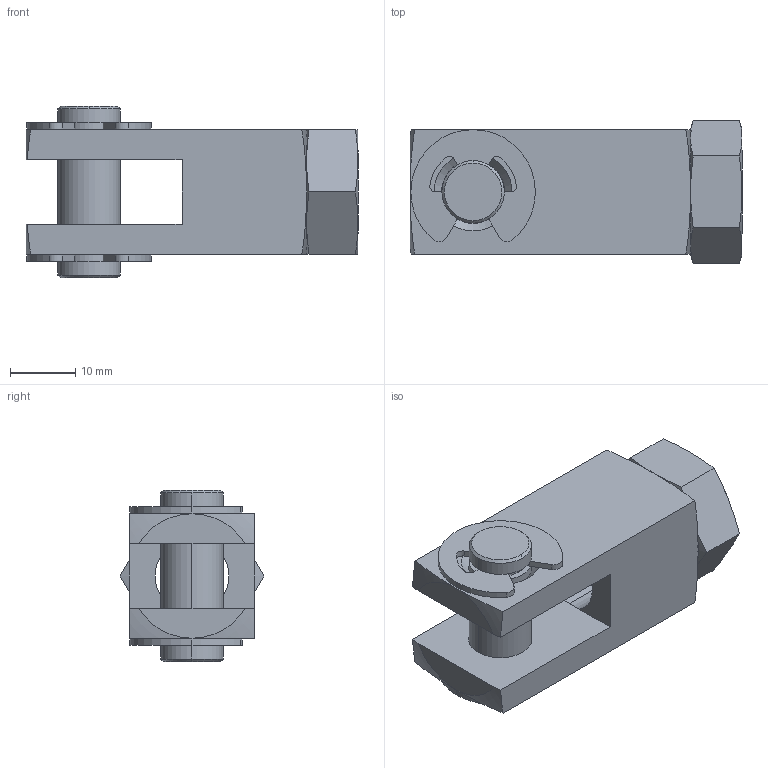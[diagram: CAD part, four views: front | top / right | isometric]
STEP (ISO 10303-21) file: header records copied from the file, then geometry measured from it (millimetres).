
FILE_DESCRIPTION (( 'STEP AP214' ), '1' );
FILE_NAME ('ARC-12-20.step', '2017-08-21T12:55:57', ( '' ), ( '' ), 'SwSTEP 2.0', 'SolidWorks 2017', '' );
FILE_SCHEMA (( 'AUTOMOTIVE_DESIGN' ));
Length unit declared in the file: inch
Products named in the file (1): ARC-12-20
Bounding box: 50.8 x 22 x 26.19 mm (x, y, z)
Volume: 12204.6 mm3; surface area: 7850.8 mm2
Topology: 5 solids, 5 shells, 139 faces, 344 edges, 218 vertices
Faces by surface type: cylinder 62, plane 43, cone 26, torus 8
Entity records: 6173 total; most frequent: CARTESIAN_POINT 906, DIRECTION 744, ORIENTED_EDGE 688, EDGE_CURVE 344, AXIS2_PLACEMENT_3D 304, VERTEX_POINT 218, CIRCLE 164, EDGE_LOOP 150
